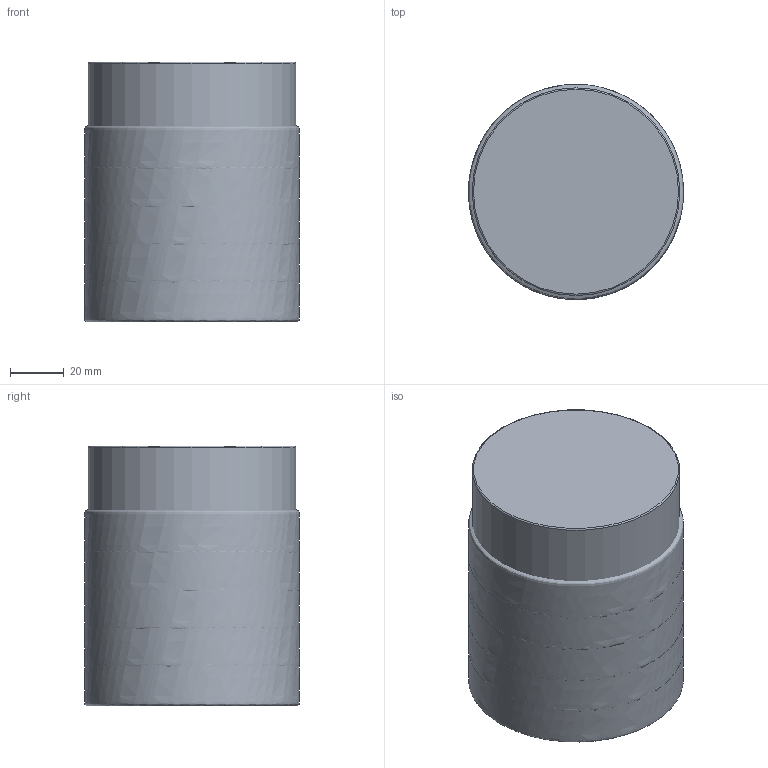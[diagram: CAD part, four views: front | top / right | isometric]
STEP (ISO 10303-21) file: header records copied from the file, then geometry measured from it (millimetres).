
FILE_DESCRIPTION(/* description */ (''),/* implementation_level */ '2;1');
FILE_NAME(/* name */ '1589195879091.stp',/* time_stamp */ '2020-05-11T16:48:19+05:00',/* author */ (''),/* organization */ ('SMS'),/* preprocessor_version */ 'ST-DEVELOPER v16.7',/* originating_system */ 'SIEMENS PLM Software NX 12.0',/* authorisation */ '');
FILE_SCHEMA (('AUTOMOTIVE_DESIGN { 1 0 10303 214 3 1 1 1 }'));
Products named in the file (4): ASSEMBLY_CONSTRUCTION; 202613864mod000_01; 202969171mod000_00; 202969173mod000_00
Assembly tree (7 placements, depth 2):
  202969173mod000_00
    202969171mod000_00
    202613864mod000_01  x5
    ASSEMBLY_CONSTRUCTION
Bounding box: 80.04 x 80.04 x 96.7 mm (x, y, z)
Surface area: 91060.3 mm2
Topology: 6 solids, 6 shells, 26 faces, 57 edges, 64 vertices
Faces by surface type: cone 13, bspline 5, torus 4, plane 3, cylinder 1
Full cylindrical faces by diameter (mm): 77.311 x1
Entity records: 37474 total; most frequent: CARTESIAN_POINT 36684, DIRECTION 140, AXIS2_PLACEMENT_3D 70, STYLED_ITEM 50, PRESENTATION_STYLE_ASSIGNMENT 50, FACE_BOUND 43, EDGE_LOOP 40, ORIENTED_EDGE 40
